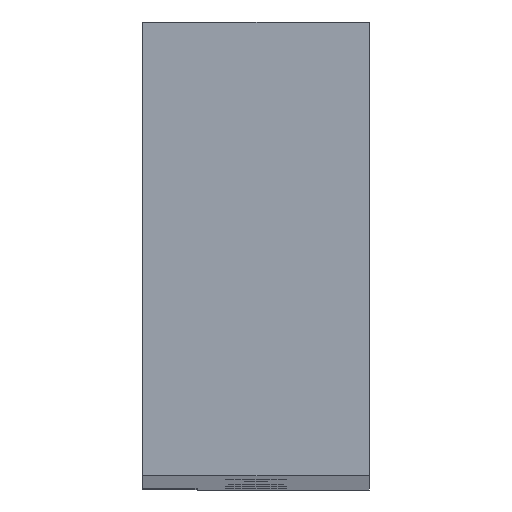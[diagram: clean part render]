
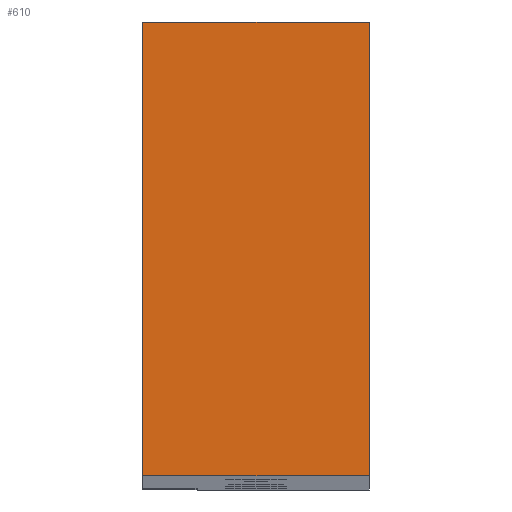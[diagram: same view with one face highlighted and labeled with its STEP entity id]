
A CAD part, top view. The second image highlights one B-rep face of the part: STEP entity #610.
In plain terms, the highlighted planar face has unit normal (0, 0, 1).
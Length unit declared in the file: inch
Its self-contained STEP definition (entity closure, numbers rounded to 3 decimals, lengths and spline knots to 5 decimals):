
#135=FACE_OUTER_BOUND('',#207,.T.);
#207=EDGE_LOOP('',(#554,#555,#556,#557));
#241=LINE('',#928,#283);
#246=LINE('',#952,#288);
#248=LINE('',#1018,#290);
#249=LINE('',#1020,#291);
#283=VECTOR('',#739,0.3937);
#288=VECTOR('',#764,0.3937);
#290=VECTOR('',#852,0.3937);
#291=VECTOR('',#855,0.3937);
#316=VERTEX_POINT('',#925);
#317=VERTEX_POINT('',#927);
#325=VERTEX_POINT('',#949);
#326=VERTEX_POINT('',#951);
#381=EDGE_CURVE('',#317,#316,#241,.T.);
#393=EDGE_CURVE('',#326,#325,#246,.T.);
#416=EDGE_CURVE('',#316,#326,#248,.T.);
#417=EDGE_CURVE('',#325,#317,#249,.T.);
#554=ORIENTED_EDGE('',*,*,#393,.T.);
#555=ORIENTED_EDGE('',*,*,#417,.T.);
#556=ORIENTED_EDGE('',*,*,#381,.T.);
#557=ORIENTED_EDGE('',*,*,#416,.T.);
#573=PLANE('',#683);
#610=ADVANCED_FACE('',(#135),#573,.T.);
#683=AXIS2_PLACEMENT_3D('',#1021,#856,#857);
#739=DIRECTION('',(1.,0.,0.));
#764=DIRECTION('',(-1.,0.,0.));
#852=DIRECTION('',(0.,1.,0.));
#855=DIRECTION('',(0.,-1.,0.));
#856=DIRECTION('center_axis',(0.,0.,1.));
#857=DIRECTION('ref_axis',(1.,0.,0.));
#925=CARTESIAN_POINT('',(-0.07598,-0.15809,9.));
#927=CARTESIAN_POINT('',(-0.32598,-0.15809,9.));
#928=CARTESIAN_POINT('',(-0.07598,-0.15809,9.));
#949=CARTESIAN_POINT('',(-0.32598,0.34191,9.));
#951=CARTESIAN_POINT('',(-0.07598,0.34191,9.));
#952=CARTESIAN_POINT('',(-0.32598,0.34191,9.));
#1018=CARTESIAN_POINT('',(-0.07598,0.34191,9.));
#1020=CARTESIAN_POINT('',(-0.32598,-0.15809,9.));
#1021=CARTESIAN_POINT('Origin',(-0.20098,0.09191,9.));
